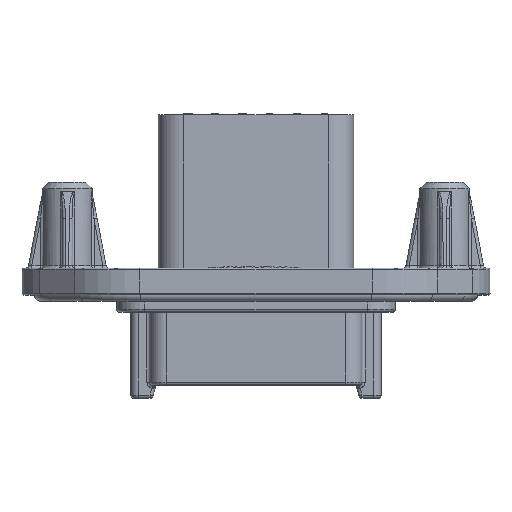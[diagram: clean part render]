
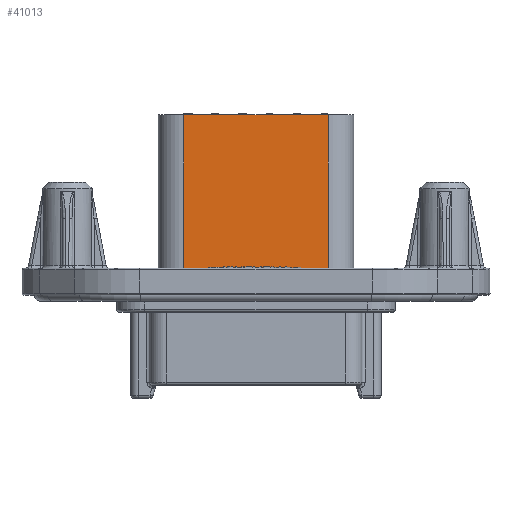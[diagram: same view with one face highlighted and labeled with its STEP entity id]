
A CAD part, top view. The second image highlights one B-rep face of the part: STEP entity #41013.
In plain terms, the highlighted planar face has unit normal (0, 0, 1).
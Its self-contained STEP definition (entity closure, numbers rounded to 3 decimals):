
#67=DIRECTION('',(-1.,0.,0.));
#68=VECTOR('',#67,23.3);
#69=CARTESIAN_POINT('',(11.65,25.7,9.05));
#70=LINE('',#69,#68);
#5577=DIRECTION('',(-1.,0.,0.));
#5578=VECTOR('',#5577,23.3);
#5579=CARTESIAN_POINT('',(11.65,50.5,9.05));
#5580=LINE('',#5579,#5578);
#11998=DIRECTION('',(0.,1.,0.));
#11999=VECTOR('',#11998,24.8);
#12000=CARTESIAN_POINT('',(-11.65,25.7,9.05));
#12001=LINE('',#12000,#11999);
#12002=DIRECTION('',(0.,1.,0.));
#12003=VECTOR('',#12002,24.8);
#12004=CARTESIAN_POINT('',(11.65,25.7,9.05));
#12005=LINE('',#12004,#12003);
#21303=CARTESIAN_POINT('',(-11.65,50.5,9.05));
#21305=VERTEX_POINT('',#21303);
#21306=CARTESIAN_POINT('',(-11.65,25.7,9.05));
#21307=VERTEX_POINT('',#21306);
#21326=CARTESIAN_POINT('',(11.65,50.5,9.05));
#21328=VERTEX_POINT('',#21326);
#21332=CARTESIAN_POINT('',(11.65,25.7,9.05));
#21333=VERTEX_POINT('',#21332);
#41001=CARTESIAN_POINT('',(15.8,0.,9.05));
#41002=DIRECTION('',(0.,0.,1.));
#41003=DIRECTION('',(-1.,0.,0.));
#41004=AXIS2_PLACEMENT_3D('',#41001,#41002,#41003);
#41005=PLANE('',#41004);
#41006=ORIENTED_EDGE('',*,*,#40993,.T.);
#41007=ORIENTED_EDGE('',*,*,#33449,.F.);
#41009=ORIENTED_EDGE('',*,*,#41008,.F.);
#41010=ORIENTED_EDGE('',*,*,#26742,.T.);
#41011=EDGE_LOOP('',(#41006,#41007,#41009,#41010));
#41012=FACE_OUTER_BOUND('',#41011,.F.);
#41013=ADVANCED_FACE('',(#41012),#41005,.T.);
#26742=EDGE_CURVE('',#21333,#21307,#70,.T.);
#33449=EDGE_CURVE('',#21328,#21305,#5580,.T.);
#40993=EDGE_CURVE('',#21307,#21305,#12001,.T.);
#41008=EDGE_CURVE('',#21333,#21328,#12005,.T.);
